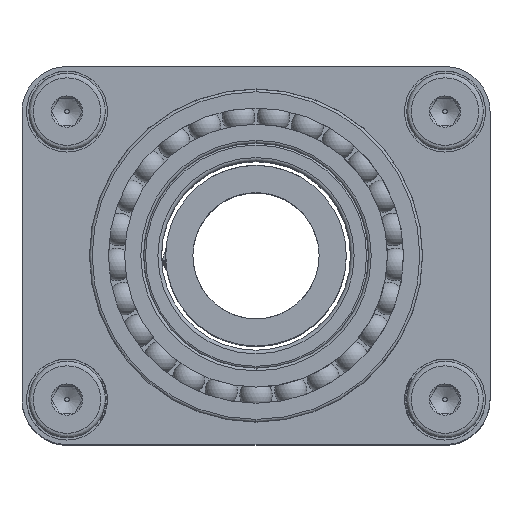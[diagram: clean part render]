
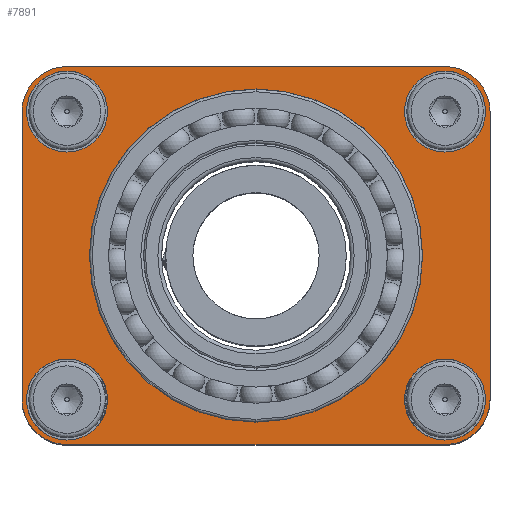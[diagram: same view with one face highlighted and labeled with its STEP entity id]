
A CAD part, top view. The second image highlights one B-rep face of the part: STEP entity #7891.
In plain terms, the highlighted planar face has unit normal (0, 0, 1).
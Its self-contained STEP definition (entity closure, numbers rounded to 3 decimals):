
#5329 = VERTEX_POINT('',#5330);
#5330 = CARTESIAN_POINT('',(-21.01,21.,60.5));
#5336 = EDGE_CURVE('',#5329,#5337,#5339,.T.);
#5337 = VERTEX_POINT('',#5338);
#5338 = CARTESIAN_POINT('',(21.01,21.,60.5));
#5339 = LINE('',#5340,#5341);
#5340 = CARTESIAN_POINT('',(-26.,21.,60.5));
#5341 = VECTOR('',#5342,1.);
#5342 = DIRECTION('',(1.,0.,0.));
#5362 = VERTEX_POINT('',#5363);
#5363 = CARTESIAN_POINT('',(26.,16.01,60.5));
#5369 = EDGE_CURVE('',#5362,#5370,#5372,.T.);
#5370 = VERTEX_POINT('',#5371);
#5371 = CARTESIAN_POINT('',(26.,-16.01,60.5));
#5372 = LINE('',#5373,#5374);
#5373 = CARTESIAN_POINT('',(26.,21.,60.5));
#5374 = VECTOR('',#5375,1.);
#5375 = DIRECTION('',(0.,-1.,0.));
#5395 = VERTEX_POINT('',#5396);
#5396 = CARTESIAN_POINT('',(21.01,-21.,60.5));
#5402 = EDGE_CURVE('',#5395,#5403,#5405,.T.);
#5403 = VERTEX_POINT('',#5404);
#5404 = CARTESIAN_POINT('',(-21.01,-21.,60.5));
#5405 = LINE('',#5406,#5407);
#5406 = CARTESIAN_POINT('',(26.,-21.,60.5));
#5407 = VECTOR('',#5408,1.);
#5408 = DIRECTION('',(-1.,0.,0.));
#5628 = VERTEX_POINT('',#5629);
#5629 = CARTESIAN_POINT('',(-26.,-16.01,60.5));
#5635 = EDGE_CURVE('',#5628,#5636,#5638,.T.);
#5636 = VERTEX_POINT('',#5637);
#5637 = CARTESIAN_POINT('',(-26.,16.01,60.5));
#5638 = LINE('',#5639,#5640);
#5639 = CARTESIAN_POINT('',(-26.,-21.,60.5));
#5640 = VECTOR('',#5641,1.);
#5641 = DIRECTION('',(0.,1.,0.));
#5660 = VERTEX_POINT('',#5661);
#5661 = CARTESIAN_POINT('',(18.51,0.,60.5));
#5667 = EDGE_CURVE('',#5660,#5660,#5668,.T.);
#5668 = CIRCLE('',#5669,18.51);
#5669 = AXIS2_PLACEMENT_3D('',#5670,#5671,#5672);
#5670 = CARTESIAN_POINT('',(0.,0.,60.5));
#5671 = DIRECTION('',(0.,0.,1.));
#5672 = DIRECTION('',(1.,0.,0.));
#5761 = EDGE_CURVE('',#5329,#5636,#5762,.T.);
#5762 = CIRCLE('',#5763,4.99);
#5763 = AXIS2_PLACEMENT_3D('',#5764,#5765,#5766);
#5764 = CARTESIAN_POINT('',(-21.01,16.01,60.5));
#5765 = DIRECTION('',(-0.,0.,1.));
#5766 = DIRECTION('',(0.,-1.,0.));
#5779 = EDGE_CURVE('',#5337,#5362,#5780,.T.);
#5780 = CIRCLE('',#5781,4.99);
#5781 = AXIS2_PLACEMENT_3D('',#5782,#5783,#5784);
#5782 = CARTESIAN_POINT('',(21.01,16.01,60.5));
#5783 = DIRECTION('',(-0.,-0.,-1.));
#5784 = DIRECTION('',(0.,-1.,0.));
#5797 = EDGE_CURVE('',#5370,#5395,#5798,.T.);
#5798 = CIRCLE('',#5799,4.99);
#5799 = AXIS2_PLACEMENT_3D('',#5800,#5801,#5802);
#5800 = CARTESIAN_POINT('',(21.01,-16.01,60.5));
#5801 = DIRECTION('',(-0.,-0.,-1.));
#5802 = DIRECTION('',(0.,-1.,0.));
#5815 = EDGE_CURVE('',#5403,#5628,#5816,.T.);
#5816 = CIRCLE('',#5817,4.99);
#5817 = AXIS2_PLACEMENT_3D('',#5818,#5819,#5820);
#5818 = CARTESIAN_POINT('',(-21.01,-16.01,60.5));
#5819 = DIRECTION('',(-0.,-0.,-1.));
#5820 = DIRECTION('',(0.,-1.,0.));
#7891 = ADVANCED_FACE('',(#7892,#7902,#7913,#7924,#7935,#7938),#7949,.T.
  );
#7892 = FACE_BOUND('',#7893,.T.);
#7893 = EDGE_LOOP('',(#7894,#7895,#7896,#7897,#7898,#7899,#7900,#7901));
#7894 = ORIENTED_EDGE('',*,*,#5336,.F.);
#7895 = ORIENTED_EDGE('',*,*,#5761,.T.);
#7896 = ORIENTED_EDGE('',*,*,#5635,.F.);
#7897 = ORIENTED_EDGE('',*,*,#5815,.F.);
#7898 = ORIENTED_EDGE('',*,*,#5402,.F.);
#7899 = ORIENTED_EDGE('',*,*,#5797,.F.);
#7900 = ORIENTED_EDGE('',*,*,#5369,.F.);
#7901 = ORIENTED_EDGE('',*,*,#5779,.F.);
#7902 = FACE_BOUND('',#7903,.T.);
#7903 = EDGE_LOOP('',(#7904));
#7904 = ORIENTED_EDGE('',*,*,#7905,.F.);
#7905 = EDGE_CURVE('',#7906,#7906,#7908,.T.);
#7906 = VERTEX_POINT('',#7907);
#7907 = CARTESIAN_POINT('',(-16.5,-16.,60.5));
#7908 = CIRCLE('',#7909,4.5);
#7909 = AXIS2_PLACEMENT_3D('',#7910,#7911,#7912);
#7910 = CARTESIAN_POINT('',(-21.,-16.,60.5));
#7911 = DIRECTION('',(0.,0.,1.));
#7912 = DIRECTION('',(1.,0.,0.));
#7913 = FACE_BOUND('',#7914,.T.);
#7914 = EDGE_LOOP('',(#7915));
#7915 = ORIENTED_EDGE('',*,*,#7916,.F.);
#7916 = EDGE_CURVE('',#7917,#7917,#7919,.T.);
#7917 = VERTEX_POINT('',#7918);
#7918 = CARTESIAN_POINT('',(25.5,-16.,60.5));
#7919 = CIRCLE('',#7920,4.5);
#7920 = AXIS2_PLACEMENT_3D('',#7921,#7922,#7923);
#7921 = CARTESIAN_POINT('',(21.,-16.,60.5));
#7922 = DIRECTION('',(0.,0.,1.));
#7923 = DIRECTION('',(1.,0.,0.));
#7924 = FACE_BOUND('',#7925,.T.);
#7925 = EDGE_LOOP('',(#7926));
#7926 = ORIENTED_EDGE('',*,*,#7927,.F.);
#7927 = EDGE_CURVE('',#7928,#7928,#7930,.T.);
#7928 = VERTEX_POINT('',#7929);
#7929 = CARTESIAN_POINT('',(-16.5,16.,60.5));
#7930 = CIRCLE('',#7931,4.5);
#7931 = AXIS2_PLACEMENT_3D('',#7932,#7933,#7934);
#7932 = CARTESIAN_POINT('',(-21.,16.,60.5));
#7933 = DIRECTION('',(0.,0.,1.));
#7934 = DIRECTION('',(1.,0.,0.));
#7935 = FACE_BOUND('',#7936,.T.);
#7936 = EDGE_LOOP('',(#7937));
#7937 = ORIENTED_EDGE('',*,*,#5667,.F.);
#7938 = FACE_BOUND('',#7939,.T.);
#7939 = EDGE_LOOP('',(#7940));
#7940 = ORIENTED_EDGE('',*,*,#7941,.F.);
#7941 = EDGE_CURVE('',#7942,#7942,#7944,.T.);
#7942 = VERTEX_POINT('',#7943);
#7943 = CARTESIAN_POINT('',(25.5,16.,60.5));
#7944 = CIRCLE('',#7945,4.5);
#7945 = AXIS2_PLACEMENT_3D('',#7946,#7947,#7948);
#7946 = CARTESIAN_POINT('',(21.,16.,60.5));
#7947 = DIRECTION('',(0.,0.,1.));
#7948 = DIRECTION('',(1.,0.,0.));
#7949 = PLANE('',#7950);
#7950 = AXIS2_PLACEMENT_3D('',#7951,#7952,#7953);
#7951 = CARTESIAN_POINT('',(0.,0.,60.5));
#7952 = DIRECTION('',(0.,0.,1.));
#7953 = DIRECTION('',(1.,0.,0.));
